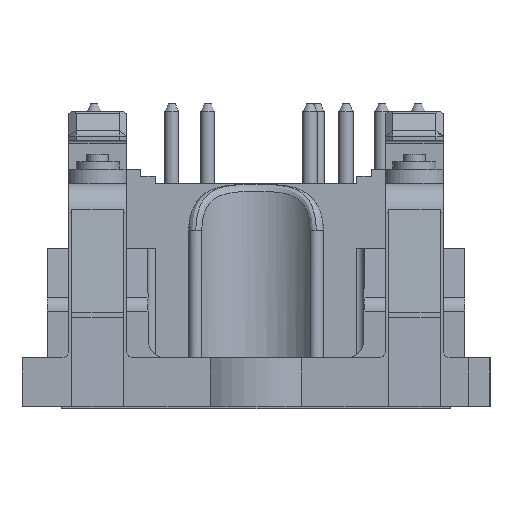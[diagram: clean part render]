
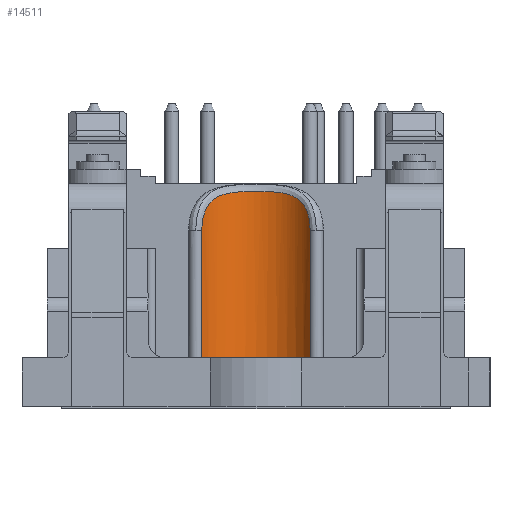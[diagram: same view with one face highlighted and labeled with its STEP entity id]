
A CAD part, left-side view. The second image highlights one B-rep face of the part: STEP entity #14511.
In plain terms, the highlighted cylindrical face has radius 4.5 mm (diameter 9 mm), a partial arc.
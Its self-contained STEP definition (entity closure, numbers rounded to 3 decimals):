
#165=B_SPLINE_CURVE_WITH_KNOTS('',3,(#19071,#19072,#19073,#19074,#19075,
#19076,#19077,#19078,#19079,#19080,#19081),.UNSPECIFIED.,.F.,.F.,(4,1,1,
1,1,1,1,1,4),(0.,0.001,0.003,0.004,
0.006,0.007,0.009,0.01,
0.012),.UNSPECIFIED.);
#624=LINE('',#20371,#1615);
#625=LINE('',#20375,#1616);
#1615=VECTOR('',#16656,1000.);
#1616=VECTOR('',#16661,1000.);
#2344=CYLINDRICAL_SURFACE('',#15236,4.5);
#3143=ORIENTED_EDGE('',*,*,#5523,.T.);
#3144=ORIENTED_EDGE('',*,*,#5892,.T.);
#3145=ORIENTED_EDGE('',*,*,#5893,.T.);
#3146=ORIENTED_EDGE('',*,*,#5894,.T.);
#5523=EDGE_CURVE('',#6964,#6967,#165,.T.);
#5892=EDGE_CURVE('',#6967,#7266,#624,.T.);
#5893=EDGE_CURVE('',#7266,#7267,#7971,.F.);
#5894=EDGE_CURVE('',#7267,#6964,#625,.F.);
#6964=VERTEX_POINT('',#19055);
#6967=VERTEX_POINT('',#19070);
#7266=VERTEX_POINT('',#20370);
#7267=VERTEX_POINT('',#20374);
#7971=CIRCLE('',#15237,4.5);
#8339=EDGE_LOOP('',(#3143,#3144,#3145,#3146));
#9114=FACE_BOUND('',#8339,.T.);
#14511=ADVANCED_FACE('',(#9114),#2344,.F.);
#15236=AXIS2_PLACEMENT_3D('',#20372,#16657,#16658);
#15237=AXIS2_PLACEMENT_3D('',#20373,#16659,#16660);
#16656=DIRECTION('',(0.,0.,-1.));
#16657=DIRECTION('',(0.,0.,-1.));
#16658=DIRECTION('',(-1.,0.,0.));
#16659=DIRECTION('',(0.,0.,1.));
#16660=DIRECTION('',(1.,0.,0.));
#16661=DIRECTION('',(0.,0.,-1.));
#19055=CARTESIAN_POINT('',(-25.025,-3.758,12.25));
#19070=CARTESIAN_POINT('',(-25.025,3.758,12.25));
#19071=CARTESIAN_POINT('',(-25.025,-3.758,12.25));
#19072=CARTESIAN_POINT('',(-25.025,-3.758,12.746));
#19073=CARTESIAN_POINT('',(-24.774,-3.615,13.729));
#19074=CARTESIAN_POINT('',(-23.867,-2.779,14.668));
#19075=CARTESIAN_POINT('',(-23.159,-1.47,14.929));
#19076=CARTESIAN_POINT('',(-22.92,0.005,14.967));
#19077=CARTESIAN_POINT('',(-23.16,1.47,14.929));
#19078=CARTESIAN_POINT('',(-23.867,2.779,14.667));
#19079=CARTESIAN_POINT('',(-24.773,3.613,13.732));
#19080=CARTESIAN_POINT('',(-25.025,3.758,12.746));
#19081=CARTESIAN_POINT('',(-25.025,3.758,12.25));
#20370=CARTESIAN_POINT('',(-25.025,3.758,3.4));
#20371=CARTESIAN_POINT('',(-25.025,3.758,79.771));
#20372=CARTESIAN_POINT('',(-27.5,0.,79.771));
#20373=CARTESIAN_POINT('',(-27.5,0.,3.4));
#20374=CARTESIAN_POINT('',(-25.025,-3.758,3.4));
#20375=CARTESIAN_POINT('',(-25.025,-3.758,79.771));
